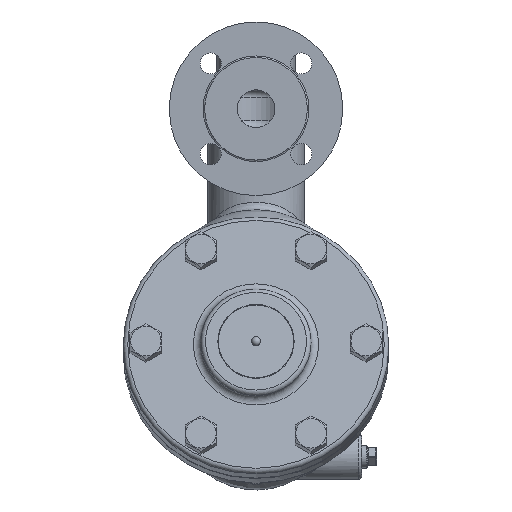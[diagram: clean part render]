
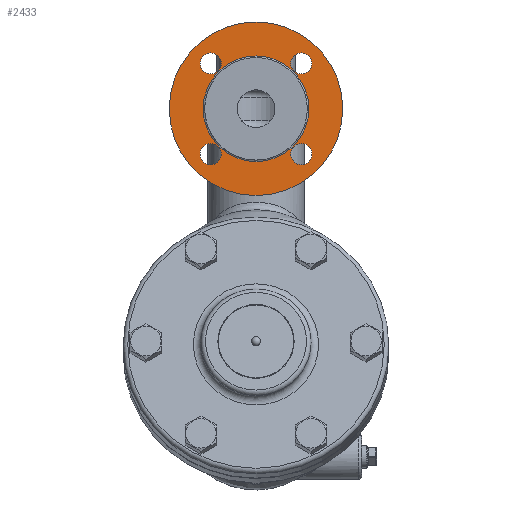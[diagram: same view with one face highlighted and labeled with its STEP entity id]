
A CAD part, front view. The second image highlights one B-rep face of the part: STEP entity #2433.
In plain terms, the highlighted planar face has unit normal (0, -1, 0).
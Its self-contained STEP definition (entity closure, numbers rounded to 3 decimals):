
#2347=CARTESIAN_POINT('',(35.,-157.0,0.));
#2348=VERTEX_POINT('',#2347);
#2349=CARTESIAN_POINT('',(0.0,-157.0,0.0));
#2350=DIRECTION('',(0.0,-1.0,0.0));
#2351=DIRECTION('',(-1.0,0.0,0.0));
#2352=AXIS2_PLACEMENT_3D('',#2349,#2350,#2351);
#2353=CIRCLE('',#2352,35.);
#2354=EDGE_CURVE('',#2348,#2348,#2353,.T.);
#2370=CARTESIAN_POINT('',(0.0,-157.0,0.0));
#2371=DIRECTION('',(0.0,1.0,0.0));
#2372=DIRECTION('',(0.0,0.0,1.0));
#2373=AXIS2_PLACEMENT_3D('',#2370,#2371,#2372);
#2374=PLANE('',#2373);
#2375=CARTESIAN_POINT('',(57.5,-157.0,0.));
#2376=VERTEX_POINT('',#2375);
#2377=CARTESIAN_POINT('',(0.0,-157.0,0.0));
#2378=DIRECTION('',(0.0,1.0,0.0));
#2379=DIRECTION('',(-1.0,0.0,0.0));
#2380=AXIS2_PLACEMENT_3D('',#2377,#2378,#2379);
#2381=CIRCLE('',#2380,57.5);
#2382=EDGE_CURVE('',#2376,#2376,#2381,.T.);
#2383=ORIENTED_EDGE('',*,*,#2382,.F.);
#2384=EDGE_LOOP('',(#2383));
#2385=FACE_OUTER_BOUND('',#2384,.T.);
#2386=CARTESIAN_POINT('',(-23.052,-157.0,-30.052));
#2387=VERTEX_POINT('',#2386);
#2388=CARTESIAN_POINT('',(-30.052,-157.0,-30.052));
#2389=DIRECTION('',(0.0,-1.0,0.0));
#2390=DIRECTION('',(-1.0,0.0,0.0));
#2391=AXIS2_PLACEMENT_3D('',#2388,#2389,#2390);
#2392=CIRCLE('',#2391,7.);
#2393=EDGE_CURVE('',#2387,#2387,#2392,.T.);
#2394=ORIENTED_EDGE('',*,*,#2393,.F.);
#2395=EDGE_LOOP('',(#2394));
#2396=FACE_BOUND('',#2395,.T.);
#2397=CARTESIAN_POINT('',(37.052,-157.0,-30.052));
#2398=VERTEX_POINT('',#2397);
#2399=CARTESIAN_POINT('',(30.052,-157.0,-30.052));
#2400=DIRECTION('',(0.0,-1.0,0.0));
#2401=DIRECTION('',(-1.0,0.0,0.0));
#2402=AXIS2_PLACEMENT_3D('',#2399,#2400,#2401);
#2403=CIRCLE('',#2402,7.);
#2404=EDGE_CURVE('',#2398,#2398,#2403,.T.);
#2405=ORIENTED_EDGE('',*,*,#2404,.F.);
#2406=EDGE_LOOP('',(#2405));
#2407=FACE_BOUND('',#2406,.T.);
#2408=CARTESIAN_POINT('',(-23.052,-157.0,30.052));
#2409=VERTEX_POINT('',#2408);
#2410=CARTESIAN_POINT('',(-30.052,-157.0,30.052));
#2411=DIRECTION('',(0.0,-1.0,0.0));
#2412=DIRECTION('',(-1.0,0.0,0.0));
#2413=AXIS2_PLACEMENT_3D('',#2410,#2411,#2412);
#2414=CIRCLE('',#2413,7.);
#2415=EDGE_CURVE('',#2409,#2409,#2414,.T.);
#2416=ORIENTED_EDGE('',*,*,#2415,.F.);
#2417=EDGE_LOOP('',(#2416));
#2418=FACE_BOUND('',#2417,.T.);
#2419=CARTESIAN_POINT('',(37.052,-157.0,30.052));
#2420=VERTEX_POINT('',#2419);
#2421=CARTESIAN_POINT('',(30.052,-157.0,30.052));
#2422=DIRECTION('',(0.0,-1.0,0.0));
#2423=DIRECTION('',(-1.0,0.0,0.0));
#2424=AXIS2_PLACEMENT_3D('',#2421,#2422,#2423);
#2425=CIRCLE('',#2424,7.);
#2426=EDGE_CURVE('',#2420,#2420,#2425,.T.);
#2427=ORIENTED_EDGE('',*,*,#2426,.F.);
#2428=EDGE_LOOP('',(#2427));
#2429=FACE_BOUND('',#2428,.T.);
#2430=ORIENTED_EDGE('',*,*,#2354,.F.);
#2431=EDGE_LOOP('',(#2430));
#2432=FACE_BOUND('',#2431,.T.);
#2433=ADVANCED_FACE('',(#2385,#2396,#2407,#2418,#2429,#2432),#2374,.F.);
